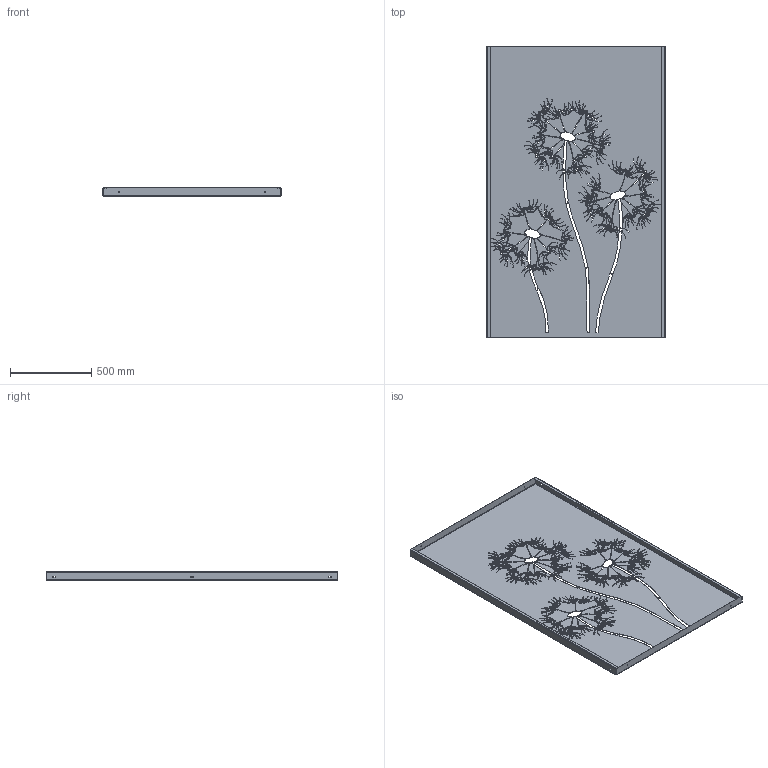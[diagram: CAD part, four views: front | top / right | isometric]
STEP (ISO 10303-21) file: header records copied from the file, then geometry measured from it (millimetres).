
FILE_DESCRIPTION (( 'STEP AP203' ), '1' );
FILE_NAME ('CPN05.STEP', '2019-09-26T14:34:48', ( '' ), ( '' ), 'SwSTEP 2.0', 'SolidWorks 2019', '' );
FILE_SCHEMA (( 'CONFIG_CONTROL_DESIGN' ));
Products named in the file (1): CPN05
Bounding box: 1100 x 1800 x 50 mm (x, y, z)
Volume: 4367875.9 mm3; surface area: 4495067 mm2
Topology: 1 solids, 1 shells, 6466 faces, 19344 edges, 12880 vertices
Faces by surface type: bspline 5972, plane 438, cylinder 56
Entity records: 267850 total; most frequent: CARTESIAN_POINT 133464, ORIENTED_EDGE 38688, EDGE_CURVE 19344, VERTEX_POINT 12880, B_SPLINE_CURVE_WITH_KNOTS 11960, DIRECTION 8470, EDGE_LOOP 7384, VECTOR 7288
